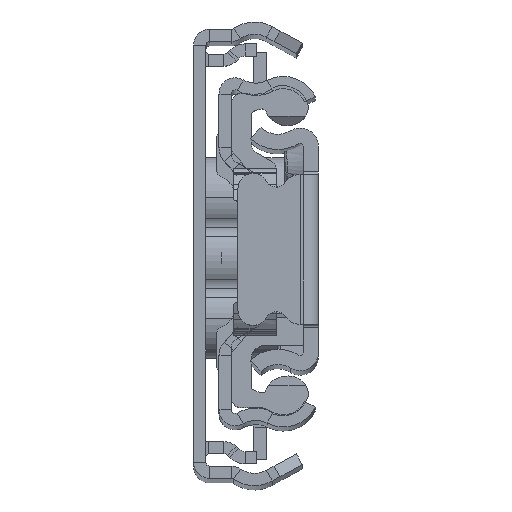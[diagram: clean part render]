
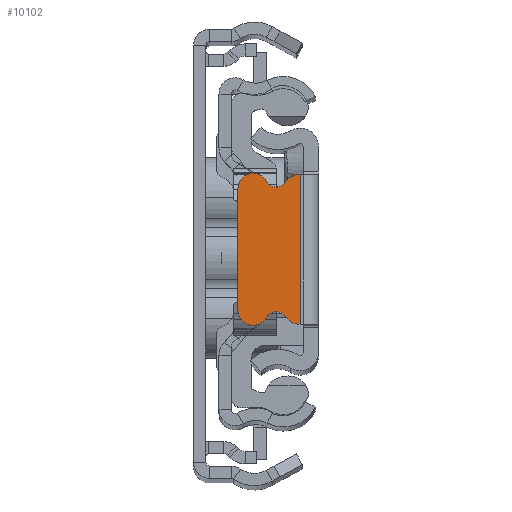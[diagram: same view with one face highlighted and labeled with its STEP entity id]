
A CAD part, top view. The second image highlights one B-rep face of the part: STEP entity #10102.
In plain terms, the highlighted planar face has unit normal (0, 0, 1).
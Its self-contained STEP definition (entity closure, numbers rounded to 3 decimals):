
#186 = EDGE_CURVE ( 'NONE', #19472, #23972, #17907, .T. ) ;
#729 = VECTOR ( 'NONE', #24540, 1000. ) ;
#1037 = VECTOR ( 'NONE', #8820, 1000. ) ;
#1614 = EDGE_CURVE ( 'NONE', #22759, #15532, #14147, .T. ) ;
#1767 = DIRECTION ( 'NONE',  ( 0., 0., 1. ) ) ;
#2809 = CARTESIAN_POINT ( 'NONE',  ( -1.929, 7.37, 0. ) ) ;
#2906 = CARTESIAN_POINT ( 'NONE',  ( -1.929, -5.87, 0. ) ) ;
#2915 = VECTOR ( 'NONE', #8357, 1000. ) ;
#3222 = VERTEX_POINT ( 'NONE', #17280 ) ;
#3288 = AXIS2_PLACEMENT_3D ( 'NONE', #22445, #7490, #22320 ) ;
#3978 = CIRCLE ( 'NONE', #7196, 1.5 ) ;
#4693 = VERTEX_POINT ( 'NONE', #18849 ) ;
#5363 = CARTESIAN_POINT ( 'NONE',  ( -1.929, -7.37, 0. ) ) ;
#5956 = DIRECTION ( 'NONE',  ( 0., 0., 1. ) ) ;
#6277 = EDGE_LOOP ( 'NONE', ( #21511, #20644, #19001, #8394, #19646, #24384, #9161, #15101, #6613, #21899 ) ) ;
#6519 = DIRECTION ( 'NONE',  ( -1., 0., 0. ) ) ;
#6613 = ORIENTED_EDGE ( 'NONE', *, *, #13081, .T. ) ;
#6775 = CARTESIAN_POINT ( 'NONE',  ( -1.929, 5.87, 0. ) ) ;
#6909 = LINE ( 'NONE', #11104, #1037 ) ;
#7196 = AXIS2_PLACEMENT_3D ( 'NONE', #12999, #1767, #14858 ) ;
#7490 = DIRECTION ( 'NONE',  ( 0., 0., -1. ) ) ;
#7589 = EDGE_CURVE ( 'NONE', #23972, #20600, #23160, .T. ) ;
#7784 = AXIS2_PLACEMENT_3D ( 'NONE', #21427, #5956, #19433 ) ;
#8357 = DIRECTION ( 'NONE',  ( 1., 0., 0. ) ) ;
#8394 = ORIENTED_EDGE ( 'NONE', *, *, #23939, .T. ) ;
#8556 = DIRECTION ( 'NONE',  ( 0., 0., 1. ) ) ;
#8820 = DIRECTION ( 'NONE',  ( -1., 0., 0. ) ) ;
#8858 = DIRECTION ( 'NONE',  ( 0., 0., 1. ) ) ;
#9161 = ORIENTED_EDGE ( 'NONE', *, *, #12268, .T. ) ;
#9169 = CARTESIAN_POINT ( 'NONE',  ( -1.75, 7.37, 0. ) ) ;
#9384 = DIRECTION ( 'NONE',  ( 0., -1., 0. ) ) ;
#9508 = CARTESIAN_POINT ( 'NONE',  ( -1.75, 0., 0. ) ) ;
#9647 = CARTESIAN_POINT ( 'NONE',  ( -5.109, 6.713, 0. ) ) ;
#10102 = ADVANCED_FACE ( 'NONE', ( #15536 ), #13543, .T. ) ;
#10743 = CARTESIAN_POINT ( 'NONE',  ( -7.929, -6., 0. ) ) ;
#10871 = EDGE_CURVE ( 'NONE', #13987, #3222, #22162, .T. ) ;
#11104 = CARTESIAN_POINT ( 'NONE',  ( -1.929, -7.37, 0. ) ) ;
#11478 = CARTESIAN_POINT ( 'NONE',  ( -5.109, -6.713, 0. ) ) ;
#11933 = EDGE_CURVE ( 'NONE', #3222, #21854, #17008, .T. ) ;
#12268 = EDGE_CURVE ( 'NONE', #21854, #22759, #3978, .T. ) ;
#12372 = AXIS2_PLACEMENT_3D ( 'NONE', #6775, #16740, #18353 ) ;
#12999 = CARTESIAN_POINT ( 'NONE',  ( -6.429, -6., 0. ) ) ;
#13081 = EDGE_CURVE ( 'NONE', #15532, #14917, #16469, .T. ) ;
#13326 = VECTOR ( 'NONE', #9384, 1000. ) ;
#13543 = PLANE ( 'NONE',  #7784 ) ;
#13987 = VERTEX_POINT ( 'NONE', #9647 ) ;
#14147 = CIRCLE ( 'NONE', #3288, 1.1 ) ;
#14201 = CARTESIAN_POINT ( 'NONE',  ( -6.429, 6., 0. ) ) ;
#14245 = CARTESIAN_POINT ( 'NONE',  ( -4.142, 7.236, 0. ) ) ;
#14554 = CARTESIAN_POINT ( 'NONE',  ( -3.206, -6.658, 0. ) ) ;
#14858 = DIRECTION ( 'NONE',  ( 1., 0., 0. ) ) ;
#14881 = AXIS2_PLACEMENT_3D ( 'NONE', #2906, #8858, #20034 ) ;
#14917 = VERTEX_POINT ( 'NONE', #5363 ) ;
#15101 = ORIENTED_EDGE ( 'NONE', *, *, #1614, .T. ) ;
#15532 = VERTEX_POINT ( 'NONE', #14554 ) ;
#15536 = FACE_OUTER_BOUND ( 'NONE', #6277, .T. ) ;
#16469 = CIRCLE ( 'NONE', #14881, 1.5 ) ;
#16504 = DIRECTION ( 'NONE',  ( 0., 0., -1. ) ) ;
#16740 = DIRECTION ( 'NONE',  ( 0., 0., 1. ) ) ;
#17008 = LINE ( 'NONE', #20767, #729 ) ;
#17280 = CARTESIAN_POINT ( 'NONE',  ( -7.929, 6., 0. ) ) ;
#17382 = AXIS2_PLACEMENT_3D ( 'NONE', #14201, #8556, #6519 ) ;
#17907 = LINE ( 'NONE', #18624, #2915 ) ;
#18353 = DIRECTION ( 'NONE',  ( -1., 0., 0. ) ) ;
#18624 = CARTESIAN_POINT ( 'NONE',  ( -1.929, 7.37, 0. ) ) ;
#18849 = CARTESIAN_POINT ( 'NONE',  ( -3.206, 6.658, 0. ) ) ;
#19001 = ORIENTED_EDGE ( 'NONE', *, *, #22625, .T. ) ;
#19433 = DIRECTION ( 'NONE',  ( 1., 0., 0. ) ) ;
#19472 = VERTEX_POINT ( 'NONE', #2809 ) ;
#19646 = ORIENTED_EDGE ( 'NONE', *, *, #10871, .T. ) ;
#19868 = AXIS2_PLACEMENT_3D ( 'NONE', #14245, #16504, #24162 ) ;
#20034 = DIRECTION ( 'NONE',  ( 1., 0., 0. ) ) ;
#20600 = VERTEX_POINT ( 'NONE', #24564 ) ;
#20644 = ORIENTED_EDGE ( 'NONE', *, *, #186, .F. ) ;
#20767 = CARTESIAN_POINT ( 'NONE',  ( -7.929, -6., 0. ) ) ;
#21427 = CARTESIAN_POINT ( 'NONE',  ( 244.071, 0., 0. ) ) ;
#21511 = ORIENTED_EDGE ( 'NONE', *, *, #7589, .F. ) ;
#21854 = VERTEX_POINT ( 'NONE', #10743 ) ;
#21899 = ORIENTED_EDGE ( 'NONE', *, *, #24822, .F. ) ;
#22162 = CIRCLE ( 'NONE', #17382, 1.5 ) ;
#22320 = DIRECTION ( 'NONE',  ( -1., 0., 0. ) ) ;
#22445 = CARTESIAN_POINT ( 'NONE',  ( -4.142, -7.236, 0. ) ) ;
#22625 = EDGE_CURVE ( 'NONE', #19472, #4693, #23564, .T. ) ;
#22759 = VERTEX_POINT ( 'NONE', #11478 ) ;
#23160 = LINE ( 'NONE', #9508, #13326 ) ;
#23564 = CIRCLE ( 'NONE', #12372, 1.5 ) ;
#23865 = CIRCLE ( 'NONE', #19868, 1.1 ) ;
#23939 = EDGE_CURVE ( 'NONE', #4693, #13987, #23865, .T. ) ;
#23972 = VERTEX_POINT ( 'NONE', #9169 ) ;
#24162 = DIRECTION ( 'NONE',  ( 1., 0., 0. ) ) ;
#24384 = ORIENTED_EDGE ( 'NONE', *, *, #11933, .T. ) ;
#24540 = DIRECTION ( 'NONE',  ( 0., -1., 0. ) ) ;
#24564 = CARTESIAN_POINT ( 'NONE',  ( -1.75, -7.37, 0. ) ) ;
#24822 = EDGE_CURVE ( 'NONE', #20600, #14917, #6909, .T. ) ;
